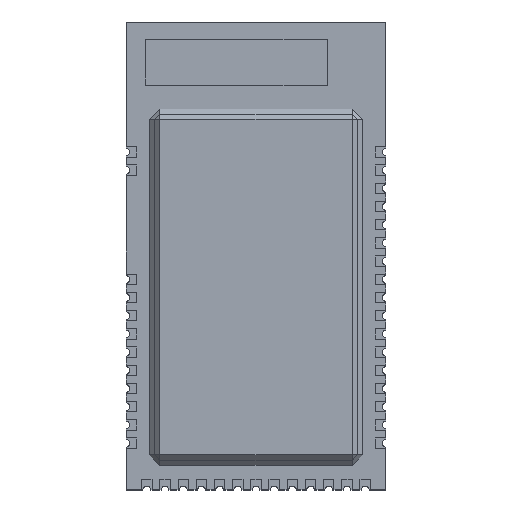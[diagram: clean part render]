
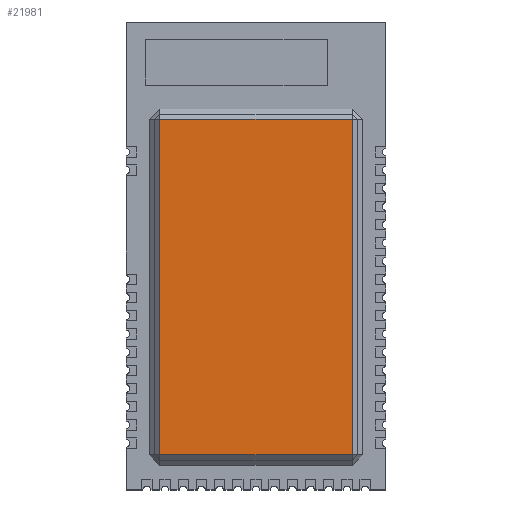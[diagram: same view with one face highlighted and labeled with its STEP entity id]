
A CAD part, top view. The second image highlights one B-rep face of the part: STEP entity #21981.
In plain terms, the highlighted planar face has unit normal (0, 0, 1).
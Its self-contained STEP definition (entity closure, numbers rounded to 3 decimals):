
#21287 = PLANE('',#21288);
#21288 = AXIS2_PLACEMENT_3D('',#21289,#21290,#21291);
#21289 = CARTESIAN_POINT('',(-3.8,1.15,2.6));
#21290 = DIRECTION('',(0.707,0.,-0.707));
#21291 = DIRECTION('',(0.,1.,0.));
#21471 = PLANE('',#21472);
#21472 = AXIS2_PLACEMENT_3D('',#21473,#21474,#21475);
#21473 = CARTESIAN_POINT('',(3.9,1.25,2.6));
#21474 = DIRECTION('',(0.,0.707,
    -0.707));
#21475 = DIRECTION('',(-1.,0.,0.));
#21503 = PLANE('',#21504);
#21504 = AXIS2_PLACEMENT_3D('',#21505,#21506,#21507);
#21505 = CARTESIAN_POINT('',(-3.9,14.35,2.6));
#21506 = DIRECTION('',(0.,-0.707,
    -0.707));
#21507 = DIRECTION('',(1.,0.,0.));
#21665 = PLANE('',#21666);
#21666 = AXIS2_PLACEMENT_3D('',#21667,#21668,#21669);
#21667 = CARTESIAN_POINT('',(3.8,14.45,2.6));
#21668 = DIRECTION('',(-0.707,0.,-0.707));
#21669 = DIRECTION('',(0.,-1.,0.));
#21681 = VERTEX_POINT('',#21682);
#21682 = CARTESIAN_POINT('',(-3.7,1.35,2.7));
#21705 = VERTEX_POINT('',#21706);
#21706 = CARTESIAN_POINT('',(-3.7,14.25,2.7));
#21727 = EDGE_CURVE('',#21681,#21705,#21728,.T.);
#21728 = SURFACE_CURVE('',#21729,(#21733,#21740),.PCURVE_S1.);
#21729 = LINE('',#21730,#21731);
#21730 = CARTESIAN_POINT('',(-3.7,1.15,2.7));
#21731 = VECTOR('',#21732,1.);
#21732 = DIRECTION('',(0.,1.,0.));
#21733 = PCURVE('',#21287,#21734);
#21734 = DEFINITIONAL_REPRESENTATION('',(#21735),#21739);
#21735 = LINE('',#21736,#21737);
#21736 = CARTESIAN_POINT('',(0.,0.141));
#21737 = VECTOR('',#21738,1.);
#21738 = DIRECTION('',(1.,0.));
#21739 = ( GEOMETRIC_REPRESENTATION_CONTEXT(2)
PARAMETRIC_REPRESENTATION_CONTEXT() REPRESENTATION_CONTEXT('2D SPACE',''
  ) );
#21740 = PCURVE('',#21741,#21746);
#21741 = PLANE('',#21742);
#21742 = AXIS2_PLACEMENT_3D('',#21743,#21744,#21745);
#21743 = CARTESIAN_POINT('',(0.,7.8,2.7));
#21744 = DIRECTION('',(0.,0.,-1.));
#21745 = DIRECTION('',(0.,-1.,0.));
#21746 = DEFINITIONAL_REPRESENTATION('',(#21747),#21751);
#21747 = LINE('',#21748,#21749);
#21748 = CARTESIAN_POINT('',(6.65,3.7));
#21749 = VECTOR('',#21750,1.);
#21750 = DIRECTION('',(-1.,0.));
#21751 = ( GEOMETRIC_REPRESENTATION_CONTEXT(2)
PARAMETRIC_REPRESENTATION_CONTEXT() REPRESENTATION_CONTEXT('2D SPACE',''
  ) );
#21809 = VERTEX_POINT('',#21810);
#21810 = CARTESIAN_POINT('',(3.7,1.35,2.7));
#21833 = EDGE_CURVE('',#21809,#21681,#21834,.T.);
#21834 = SURFACE_CURVE('',#21835,(#21839,#21846),.PCURVE_S1.);
#21835 = LINE('',#21836,#21837);
#21836 = CARTESIAN_POINT('',(3.9,1.35,2.7));
#21837 = VECTOR('',#21838,1.);
#21838 = DIRECTION('',(-1.,0.,0.));
#21839 = PCURVE('',#21471,#21840);
#21840 = DEFINITIONAL_REPRESENTATION('',(#21841),#21845);
#21841 = LINE('',#21842,#21843);
#21842 = CARTESIAN_POINT('',(0.,0.141));
#21843 = VECTOR('',#21844,1.);
#21844 = DIRECTION('',(1.,0.));
#21845 = ( GEOMETRIC_REPRESENTATION_CONTEXT(2)
PARAMETRIC_REPRESENTATION_CONTEXT() REPRESENTATION_CONTEXT('2D SPACE',''
  ) );
#21846 = PCURVE('',#21741,#21847);
#21847 = DEFINITIONAL_REPRESENTATION('',(#21848),#21852);
#21848 = LINE('',#21849,#21850);
#21849 = CARTESIAN_POINT('',(6.45,-3.9));
#21850 = VECTOR('',#21851,1.);
#21851 = DIRECTION('',(-0.,1.));
#21852 = ( GEOMETRIC_REPRESENTATION_CONTEXT(2)
PARAMETRIC_REPRESENTATION_CONTEXT() REPRESENTATION_CONTEXT('2D SPACE',''
  ) );
#21860 = VERTEX_POINT('',#21861);
#21861 = CARTESIAN_POINT('',(3.7,14.25,2.7));
#21882 = EDGE_CURVE('',#21705,#21860,#21883,.T.);
#21883 = SURFACE_CURVE('',#21884,(#21888,#21895),.PCURVE_S1.);
#21884 = LINE('',#21885,#21886);
#21885 = CARTESIAN_POINT('',(-3.9,14.25,2.7));
#21886 = VECTOR('',#21887,1.);
#21887 = DIRECTION('',(1.,0.,0.));
#21888 = PCURVE('',#21503,#21889);
#21889 = DEFINITIONAL_REPRESENTATION('',(#21890),#21894);
#21890 = LINE('',#21891,#21892);
#21891 = CARTESIAN_POINT('',(0.,0.141));
#21892 = VECTOR('',#21893,1.);
#21893 = DIRECTION('',(1.,0.));
#21894 = ( GEOMETRIC_REPRESENTATION_CONTEXT(2)
PARAMETRIC_REPRESENTATION_CONTEXT() REPRESENTATION_CONTEXT('2D SPACE',''
  ) );
#21895 = PCURVE('',#21741,#21896);
#21896 = DEFINITIONAL_REPRESENTATION('',(#21897),#21901);
#21897 = LINE('',#21898,#21899);
#21898 = CARTESIAN_POINT('',(-6.45,3.9));
#21899 = VECTOR('',#21900,1.);
#21900 = DIRECTION('',(0.,-1.));
#21901 = ( GEOMETRIC_REPRESENTATION_CONTEXT(2)
PARAMETRIC_REPRESENTATION_CONTEXT() REPRESENTATION_CONTEXT('2D SPACE',''
  ) );
#21961 = EDGE_CURVE('',#21860,#21809,#21962,.T.);
#21962 = SURFACE_CURVE('',#21963,(#21967,#21974),.PCURVE_S1.);
#21963 = LINE('',#21964,#21965);
#21964 = CARTESIAN_POINT('',(3.7,14.45,2.7));
#21965 = VECTOR('',#21966,1.);
#21966 = DIRECTION('',(0.,-1.,0.));
#21967 = PCURVE('',#21665,#21968);
#21968 = DEFINITIONAL_REPRESENTATION('',(#21969),#21973);
#21969 = LINE('',#21970,#21971);
#21970 = CARTESIAN_POINT('',(0.,0.141));
#21971 = VECTOR('',#21972,1.);
#21972 = DIRECTION('',(1.,0.));
#21973 = ( GEOMETRIC_REPRESENTATION_CONTEXT(2)
PARAMETRIC_REPRESENTATION_CONTEXT() REPRESENTATION_CONTEXT('2D SPACE',''
  ) );
#21974 = PCURVE('',#21741,#21975);
#21975 = DEFINITIONAL_REPRESENTATION('',(#21976),#21980);
#21976 = LINE('',#21977,#21978);
#21977 = CARTESIAN_POINT('',(-6.65,-3.7));
#21978 = VECTOR('',#21979,1.);
#21979 = DIRECTION('',(1.,0.));
#21980 = ( GEOMETRIC_REPRESENTATION_CONTEXT(2)
PARAMETRIC_REPRESENTATION_CONTEXT() REPRESENTATION_CONTEXT('2D SPACE',''
  ) );
#21981 = ADVANCED_FACE('',(#21982),#21741,.F.);
#21982 = FACE_BOUND('',#21983,.F.);
#21983 = EDGE_LOOP('',(#21984,#21985,#21986,#21987));
#21984 = ORIENTED_EDGE('',*,*,#21727,.T.);
#21985 = ORIENTED_EDGE('',*,*,#21882,.T.);
#21986 = ORIENTED_EDGE('',*,*,#21961,.T.);
#21987 = ORIENTED_EDGE('',*,*,#21833,.T.);
